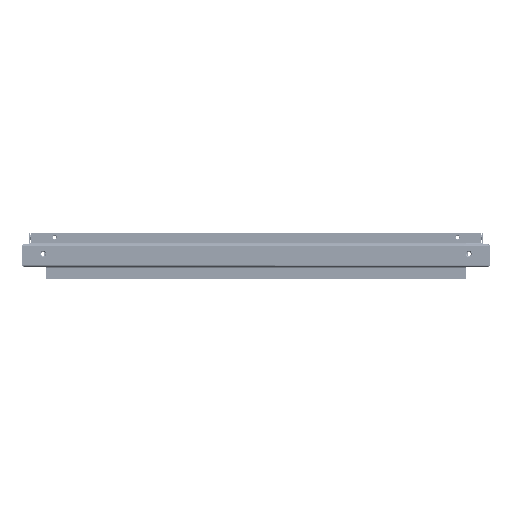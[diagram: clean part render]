
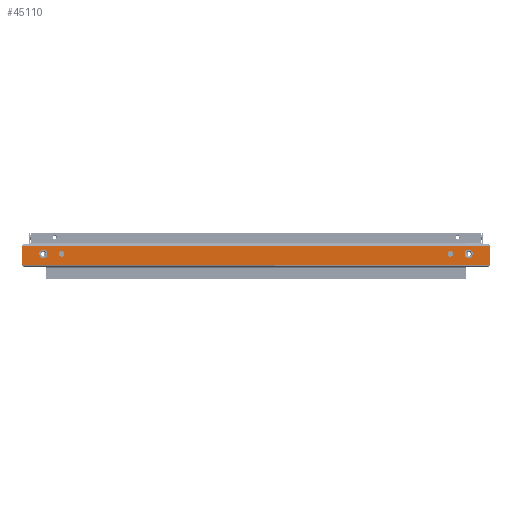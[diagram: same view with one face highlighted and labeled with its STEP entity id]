
A CAD part, front view. The second image highlights one B-rep face of the part: STEP entity #45110.
In plain terms, the highlighted face is planar.
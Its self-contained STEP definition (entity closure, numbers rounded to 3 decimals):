
#15 = DIRECTION ( 'NONE',  ( 1., 0., 0. ) ) ;
#466 = LINE ( 'NONE', #46005, #10244 ) ;
#2015 = FACE_BOUND ( 'NONE', #22882, .T. ) ;
#3588 = DIRECTION ( 'NONE',  ( -1., 0., 0. ) ) ;
#3698 = CARTESIAN_POINT ( 'NONE',  ( 409.5, -3.319, 0. ) ) ;
#4443 = AXIS2_PLACEMENT_3D ( 'NONE', #6907, #28284, #48707 ) ;
#4561 = VERTEX_POINT ( 'NONE', #50492 ) ;
#4948 = LINE ( 'NONE', #36518, #52574 ) ;
#5797 = CARTESIAN_POINT ( 'NONE',  ( -447.935, -18., 0. ) ) ;
#5811 = CARTESIAN_POINT ( 'NONE',  ( 401.5, -3.319, 0. ) ) ;
#6084 = CARTESIAN_POINT ( 'NONE',  ( -450., -18., 0. ) ) ;
#6907 = CARTESIAN_POINT ( 'NONE',  ( 409.5, -3.319, 0. ) ) ;
#7144 = CIRCLE ( 'NONE', #24508, 5.5 ) ;
#7159 = EDGE_CURVE ( 'NONE', #24694, #35251, #28190, .T. ) ;
#7744 = CIRCLE ( 'NONE', #62017, 8. ) ;
#8582 = EDGE_CURVE ( 'NONE', #19372, #48945, #15295, .T. ) ;
#9256 = DIRECTION ( 'NONE',  ( 1., 0., 0. ) ) ;
#9511 = DIRECTION ( 'NONE',  ( 1., 0., 0. ) ) ;
#10244 = VECTOR ( 'NONE', #35815, 1000. ) ;
#10510 = VECTOR ( 'NONE', #29187, 1000. ) ;
#11284 = EDGE_CURVE ( 'NONE', #60560, #11601, #35510, .T. ) ;
#11601 = VERTEX_POINT ( 'NONE', #65664 ) ;
#12190 = ORIENTED_EDGE ( 'NONE', *, *, #11284, .T. ) ;
#12350 = VERTEX_POINT ( 'NONE', #63744 ) ;
#12615 = EDGE_CURVE ( 'NONE', #62129, #60560, #4948, .T. ) ;
#12845 = DIRECTION ( 'NONE',  ( 1., 0., 0. ) ) ;
#13551 = DIRECTION ( 'NONE',  ( 0., 0., -1. ) ) ;
#14276 = EDGE_CURVE ( 'NONE', #4561, #37259, #466, .T. ) ;
#14922 = CARTESIAN_POINT ( 'NONE',  ( 374.5, -3.319, 0. ) ) ;
#14948 = AXIS2_PLACEMENT_3D ( 'NONE', #44583, #24873, #9256 ) ;
#15295 = CIRCLE ( 'NONE', #4443, 8. ) ;
#15951 = AXIS2_PLACEMENT_3D ( 'NONE', #63929, #37765, #54058 ) ;
#16738 = ORIENTED_EDGE ( 'NONE', *, *, #8582, .T. ) ;
#17641 = CARTESIAN_POINT ( 'NONE',  ( 0., 0., 0. ) ) ;
#18412 = ORIENTED_EDGE ( 'NONE', *, *, #50157, .F. ) ;
#18639 = DIRECTION ( 'NONE',  ( -1., 0., 0. ) ) ;
#19001 = LINE ( 'NONE', #60455, #10510 ) ;
#19073 = ORIENTED_EDGE ( 'NONE', *, *, #24597, .T. ) ;
#19141 = DIRECTION ( 'NONE',  ( -1., 0., 0. ) ) ;
#19369 = EDGE_CURVE ( 'NONE', #35251, #4561, #30912, .T. ) ;
#19372 = VERTEX_POINT ( 'NONE', #20728 ) ;
#19644 = EDGE_LOOP ( 'NONE', ( #54198, #23540, #36250, #44324, #53649, #12190, #55457, #65561 ) ) ;
#20728 = CARTESIAN_POINT ( 'NONE',  ( 417.5, -3.319, 0. ) ) ;
#20931 = VECTOR ( 'NONE', #15, 1000. ) ;
#21450 = CIRCLE ( 'NONE', #14948, 8. ) ;
#21916 = VECTOR ( 'NONE', #64512, 1000. ) ;
#22244 = VERTEX_POINT ( 'NONE', #31431 ) ;
#22496 = EDGE_CURVE ( 'NONE', #22244, #53077, #43468, .T. ) ;
#22739 = PLANE ( 'NONE',  #62028 ) ;
#22794 = AXIS2_PLACEMENT_3D ( 'NONE', #33423, #34084, #19141 ) ;
#22816 = ORIENTED_EDGE ( 'NONE', *, *, #33075, .F. ) ;
#22882 = EDGE_LOOP ( 'NONE', ( #33085, #19073 ) ) ;
#23540 = ORIENTED_EDGE ( 'NONE', *, *, #19369, .T. ) ;
#24022 = VERTEX_POINT ( 'NONE', #40477 ) ;
#24508 = AXIS2_PLACEMENT_3D ( 'NONE', #14922, #35983, #66901 ) ;
#24597 = EDGE_CURVE ( 'NONE', #53077, #22244, #7144, .T. ) ;
#24643 = CARTESIAN_POINT ( 'NONE',  ( 450., 18., 0. ) ) ;
#24694 = VERTEX_POINT ( 'NONE', #6084 ) ;
#24873 = DIRECTION ( 'NONE',  ( 0., 0., 1. ) ) ;
#25582 = EDGE_CURVE ( 'NONE', #37259, #62129, #19001, .T. ) ;
#25654 = CARTESIAN_POINT ( 'NONE',  ( 369., -3.319, 0. ) ) ;
#26322 = DIRECTION ( 'NONE',  ( -1., 0., 0. ) ) ;
#27059 = VERTEX_POINT ( 'NONE', #28114 ) ;
#28114 = CARTESIAN_POINT ( 'NONE',  ( -380., -3.319, 0. ) ) ;
#28190 = LINE ( 'NONE', #64883, #34632 ) ;
#28284 = DIRECTION ( 'NONE',  ( 0., 0., -1. ) ) ;
#28457 = DIRECTION ( 'NONE',  ( 0., 0., 1. ) ) ;
#28826 = LINE ( 'NONE', #59079, #21916 ) ;
#29187 = DIRECTION ( 'NONE',  ( 0., 1., 0. ) ) ;
#29438 = CARTESIAN_POINT ( 'NONE',  ( 450., 18., 0. ) ) ;
#30307 = EDGE_CURVE ( 'NONE', #50338, #12350, #61248, .T. ) ;
#30912 = LINE ( 'NONE', #46564, #20931 ) ;
#31319 = EDGE_CURVE ( 'NONE', #12350, #50338, #21450, .T. ) ;
#31431 = CARTESIAN_POINT ( 'NONE',  ( 380., -3.319, 0. ) ) ;
#32068 = VERTEX_POINT ( 'NONE', #33384 ) ;
#33075 = EDGE_CURVE ( 'NONE', #27059, #32068, #55059, .T. ) ;
#33085 = ORIENTED_EDGE ( 'NONE', *, *, #22496, .T. ) ;
#33384 = CARTESIAN_POINT ( 'NONE',  ( -369., -3.319, 0. ) ) ;
#33423 = CARTESIAN_POINT ( 'NONE',  ( 374.5, -3.319, 0. ) ) ;
#33910 = FACE_BOUND ( 'NONE', #54525, .T. ) ;
#34084 = DIRECTION ( 'NONE',  ( 0., 0., -1. ) ) ;
#34265 = DIRECTION ( 'NONE',  ( -1., 0., 0. ) ) ;
#34632 = VECTOR ( 'NONE', #49606, 1000. ) ;
#35251 = VERTEX_POINT ( 'NONE', #5797 ) ;
#35510 = LINE ( 'NONE', #24643, #46834 ) ;
#35815 = DIRECTION ( 'NONE',  ( 1., 0., 0. ) ) ;
#35983 = DIRECTION ( 'NONE',  ( 0., 0., -1. ) ) ;
#36075 = EDGE_CURVE ( 'NONE', #11601, #24022, #66101, .T. ) ;
#36250 = ORIENTED_EDGE ( 'NONE', *, *, #14276, .T. ) ;
#36502 = DIRECTION ( 'NONE',  ( -1., 0., 0. ) ) ;
#36518 = CARTESIAN_POINT ( 'NONE',  ( 450., 18., 0. ) ) ;
#37259 = VERTEX_POINT ( 'NONE', #58324 ) ;
#37765 = DIRECTION ( 'NONE',  ( 0., 0., 1. ) ) ;
#38687 = FACE_BOUND ( 'NONE', #47552, .T. ) ;
#38792 = EDGE_CURVE ( 'NONE', #48945, #19372, #7744, .T. ) ;
#39909 = ORIENTED_EDGE ( 'NONE', *, *, #38792, .T. ) ;
#40148 = EDGE_LOOP ( 'NONE', ( #18412, #22816 ) ) ;
#40477 = CARTESIAN_POINT ( 'NONE',  ( -450., 18., 0. ) ) ;
#40736 = CARTESIAN_POINT ( 'NONE',  ( 448., 18., 0. ) ) ;
#41078 = CARTESIAN_POINT ( 'NONE',  ( -409.5, -3.319, 0. ) ) ;
#43468 = CIRCLE ( 'NONE', #22794, 5.5 ) ;
#44324 = ORIENTED_EDGE ( 'NONE', *, *, #25582, .T. ) ;
#44583 = CARTESIAN_POINT ( 'NONE',  ( -409.5, -3.319, 0. ) ) ;
#45078 = EDGE_CURVE ( 'NONE', #24022, #24694, #28826, .T. ) ;
#45110 = ADVANCED_FACE ( 'NONE', ( #38687, #2015, #33910, #49572, #49909 ), #22739, .F. ) ;
#46005 = CARTESIAN_POINT ( 'NONE',  ( -450., -18., 0. ) ) ;
#46188 = DIRECTION ( 'NONE',  ( 0., 0., 1. ) ) ;
#46564 = CARTESIAN_POINT ( 'NONE',  ( -450., -18., 0. ) ) ;
#46834 = VECTOR ( 'NONE', #36502, 1000. ) ;
#47552 = EDGE_LOOP ( 'NONE', ( #16738, #39909 ) ) ;
#48707 = DIRECTION ( 'NONE',  ( -1., 0., 0. ) ) ;
#48945 = VERTEX_POINT ( 'NONE', #5811 ) ;
#49572 = FACE_BOUND ( 'NONE', #40148, .T. ) ;
#49606 = DIRECTION ( 'NONE',  ( 1., 0., 0. ) ) ;
#49704 = AXIS2_PLACEMENT_3D ( 'NONE', #54942, #28457, #12845 ) ;
#49909 = FACE_OUTER_BOUND ( 'NONE', #19644, .T. ) ;
#50157 = EDGE_CURVE ( 'NONE', #32068, #27059, #58226, .T. ) ;
#50338 = VERTEX_POINT ( 'NONE', #65597 ) ;
#50492 = CARTESIAN_POINT ( 'NONE',  ( 447.935, -18., 0. ) ) ;
#52574 = VECTOR ( 'NONE', #26322, 1000. ) ;
#53077 = VERTEX_POINT ( 'NONE', #25654 ) ;
#53649 = ORIENTED_EDGE ( 'NONE', *, *, #12615, .T. ) ;
#53976 = DIRECTION ( 'NONE',  ( 0., 0., -1. ) ) ;
#54058 = DIRECTION ( 'NONE',  ( 1., 0., 0. ) ) ;
#54198 = ORIENTED_EDGE ( 'NONE', *, *, #7159, .T. ) ;
#54525 = EDGE_LOOP ( 'NONE', ( #55644, #65265 ) ) ;
#54942 = CARTESIAN_POINT ( 'NONE',  ( -374.5, -3.319, 0. ) ) ;
#55059 = CIRCLE ( 'NONE', #49704, 5.5 ) ;
#55457 = ORIENTED_EDGE ( 'NONE', *, *, #36075, .T. ) ;
#55644 = ORIENTED_EDGE ( 'NONE', *, *, #31319, .F. ) ;
#58226 = CIRCLE ( 'NONE', #15951, 5.5 ) ;
#58324 = CARTESIAN_POINT ( 'NONE',  ( 450., -18., 0. ) ) ;
#59079 = CARTESIAN_POINT ( 'NONE',  ( -450., -22., 0. ) ) ;
#60455 = CARTESIAN_POINT ( 'NONE',  ( 450., -22., 0. ) ) ;
#60560 = VERTEX_POINT ( 'NONE', #40736 ) ;
#60995 = CARTESIAN_POINT ( 'NONE',  ( 450., 18., 0. ) ) ;
#61248 = CIRCLE ( 'NONE', #63431, 8. ) ;
#62017 = AXIS2_PLACEMENT_3D ( 'NONE', #3698, #13551, #34265 ) ;
#62028 = AXIS2_PLACEMENT_3D ( 'NONE', #17641, #53976, #18639 ) ;
#62129 = VERTEX_POINT ( 'NONE', #29438 ) ;
#63431 = AXIS2_PLACEMENT_3D ( 'NONE', #41078, #46188, #9511 ) ;
#63744 = CARTESIAN_POINT ( 'NONE',  ( -401.5, -3.319, 0. ) ) ;
#63929 = CARTESIAN_POINT ( 'NONE',  ( -374.5, -3.319, 0. ) ) ;
#64512 = DIRECTION ( 'NONE',  ( 0., -1., 0. ) ) ;
#64883 = CARTESIAN_POINT ( 'NONE',  ( -450., -18., 0. ) ) ;
#65168 = VECTOR ( 'NONE', #3588, 1000. ) ;
#65265 = ORIENTED_EDGE ( 'NONE', *, *, #30307, .F. ) ;
#65561 = ORIENTED_EDGE ( 'NONE', *, *, #45078, .T. ) ;
#65597 = CARTESIAN_POINT ( 'NONE',  ( -417.5, -3.319, 0. ) ) ;
#65664 = CARTESIAN_POINT ( 'NONE',  ( -448., 18., 0. ) ) ;
#66101 = LINE ( 'NONE', #60995, #65168 ) ;
#66901 = DIRECTION ( 'NONE',  ( -1., 0., 0. ) ) ;
